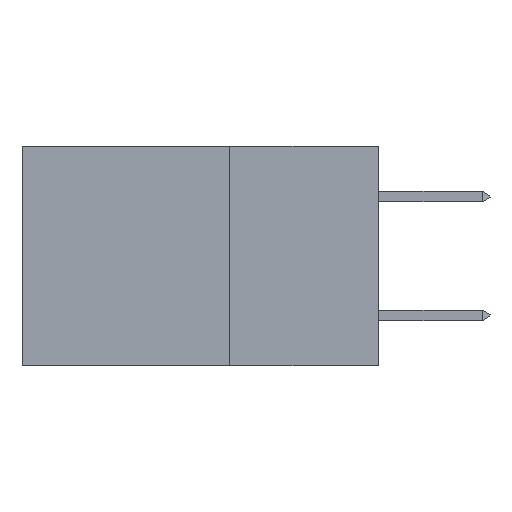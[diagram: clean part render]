
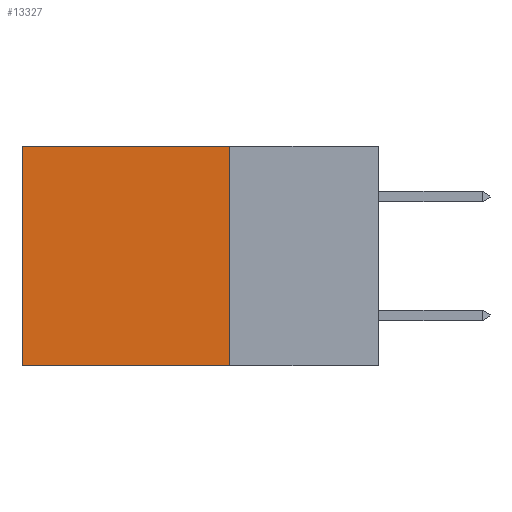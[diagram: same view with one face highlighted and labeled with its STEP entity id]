
A CAD part, left-side view. The second image highlights one B-rep face of the part: STEP entity #13327.
In plain terms, the highlighted planar face has unit normal (-1, 0, 0).
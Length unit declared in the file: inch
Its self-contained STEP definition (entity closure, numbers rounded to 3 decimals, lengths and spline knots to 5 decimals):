
#1507 = DIRECTION ( 'NONE',  ( 0., 0., -1. ) ) ;
#1684 = VECTOR ( 'NONE', #13689, 39.37008 ) ;
#2193 = CARTESIAN_POINT ( 'NONE',  ( 0.298, 0.25, -0.37 ) ) ;
#2283 = CARTESIAN_POINT ( 'NONE',  ( 0.298, 0.25, 0. ) ) ;
#2542 = AXIS2_PLACEMENT_3D ( 'NONE', #8538, #13197, #9745 ) ;
#3266 = FACE_OUTER_BOUND ( 'NONE', #3336, .T. ) ;
#3336 = EDGE_LOOP ( 'NONE', ( #14296, #3615, #13000, #3957 ) ) ;
#3615 = ORIENTED_EDGE ( 'NONE', *, *, #4157, .F. ) ;
#3957 = ORIENTED_EDGE ( 'NONE', *, *, #8436, .T. ) ;
#4157 = EDGE_CURVE ( 'NONE', #4340, #10433, #8689, .T. ) ;
#4340 = VERTEX_POINT ( 'NONE', #10827 ) ;
#4612 = VECTOR ( 'NONE', #1507, 39.37008 ) ;
#5155 = CARTESIAN_POINT ( 'NONE',  ( 0.298, 0.25, 0. ) ) ;
#6648 = CARTESIAN_POINT ( 'NONE',  ( 0.298, 0.6, 0. ) ) ;
#7129 = EDGE_CURVE ( 'NONE', #8053, #10433, #14496, .T. ) ;
#7191 = VECTOR ( 'NONE', #15506, 39.37008 ) ;
#7519 = CARTESIAN_POINT ( 'NONE',  ( 0.298, 0.25, 0. ) ) ;
#7855 = LINE ( 'NONE', #5155, #4612 ) ;
#8053 = VERTEX_POINT ( 'NONE', #9707 ) ;
#8373 = LINE ( 'NONE', #7519, #1684 ) ;
#8436 = EDGE_CURVE ( 'NONE', #9970, #8053, #8373, .T. ) ;
#8538 = CARTESIAN_POINT ( 'NONE',  ( 0.298, 0.25, 0. ) ) ;
#8689 = LINE ( 'NONE', #2193, #7191 ) ;
#9707 = CARTESIAN_POINT ( 'NONE',  ( 0.298, 0.6, 0. ) ) ;
#9745 = DIRECTION ( 'NONE',  ( 0., 0., -1. ) ) ;
#9970 = VERTEX_POINT ( 'NONE', #2283 ) ;
#10433 = VERTEX_POINT ( 'NONE', #11091 ) ;
#10827 = CARTESIAN_POINT ( 'NONE',  ( 0.298, 0.25, -0.37 ) ) ;
#11091 = CARTESIAN_POINT ( 'NONE',  ( 0.298, 0.6, -0.37 ) ) ;
#11263 = VECTOR ( 'NONE', #13935, 39.37008 ) ;
#13000 = ORIENTED_EDGE ( 'NONE', *, *, #14547, .F. ) ;
#13197 = DIRECTION ( 'NONE',  ( 1., 0., 0. ) ) ;
#13327 = ADVANCED_FACE ( 'NONE', ( #3266 ), #13394, .F. ) ;
#13394 = PLANE ( 'NONE',  #2542 ) ;
#13689 = DIRECTION ( 'NONE',  ( 0., 1., 0. ) ) ;
#13935 = DIRECTION ( 'NONE',  ( 0., 0., -1. ) ) ;
#14296 = ORIENTED_EDGE ( 'NONE', *, *, #7129, .T. ) ;
#14496 = LINE ( 'NONE', #6648, #11263 ) ;
#14547 = EDGE_CURVE ( 'NONE', #9970, #4340, #7855, .T. ) ;
#15506 = DIRECTION ( 'NONE',  ( 0., 1., 0. ) ) ;
